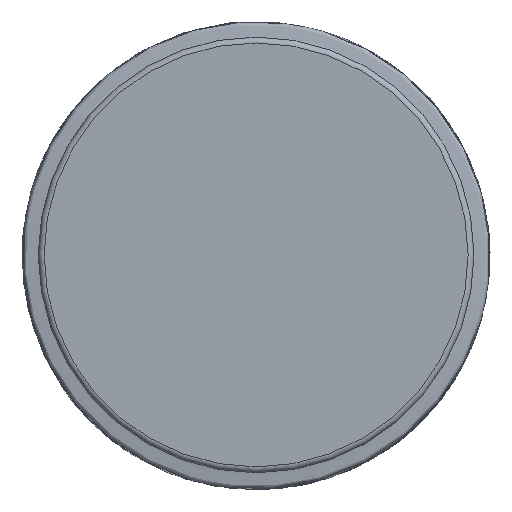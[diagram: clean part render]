
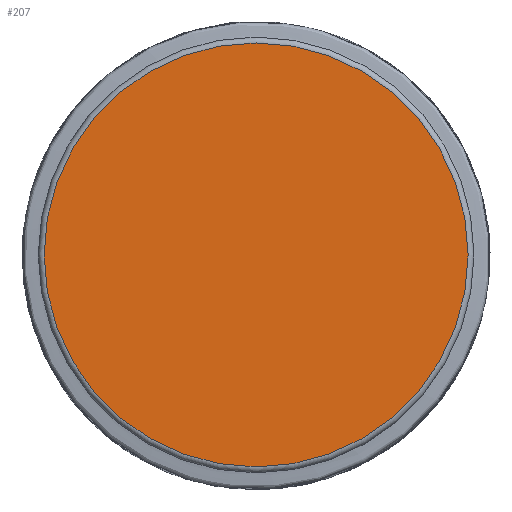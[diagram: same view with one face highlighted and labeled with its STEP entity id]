
A CAD part, top view. The second image highlights one B-rep face of the part: STEP entity #207.
In plain terms, the highlighted planar face has unit normal (0, 0, 1).
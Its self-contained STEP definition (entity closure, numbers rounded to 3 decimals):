
#207=ADVANCED_FACE('CLONE_TP_FACE',(#216),#214,.T.);
#214=PLANE('',#548);
#216=FACE_OUTER_BOUND('',#248,.T.);
#248=EDGE_LOOP('',(#280));
#280=ORIENTED_EDGE('',*,*,#303,.T.);
#283=VERTEX_POINT('',#710);
#303=EDGE_CURVE('',#283,#283,#319,.T.);
#319=CIRCLE('',#519,18.084);
#519=AXIS2_PLACEMENT_3D('',#709,#595,#596);
#548=AXIS2_PLACEMENT_3D('',#752,#653,#654);
#595=DIRECTION('',(0.,0.,1.));
#596=DIRECTION('',(1.,0.,0.));
#653=DIRECTION('',(0.,0.,1.));
#654=DIRECTION('',(1.,0.,0.));
#709=CARTESIAN_POINT('',(0.,0.,0.));
#710=CARTESIAN_POINT('',(18.084,0.,0.));
#752=CARTESIAN_POINT('',(8.005,0.,0.));
